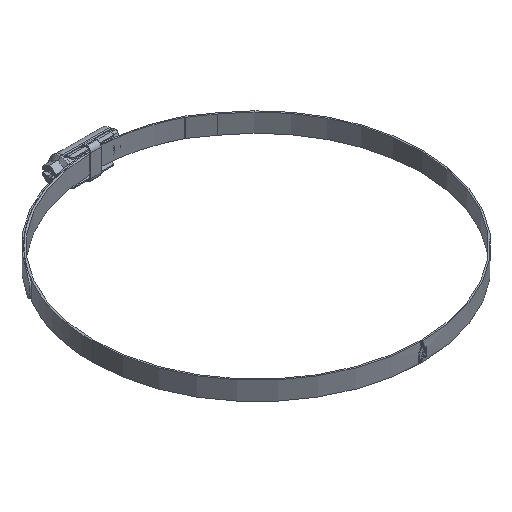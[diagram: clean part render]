
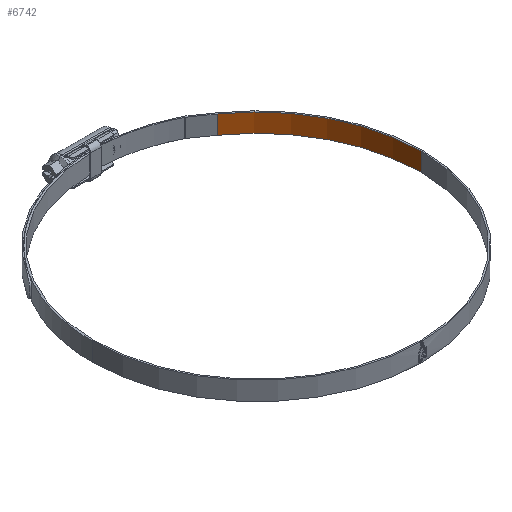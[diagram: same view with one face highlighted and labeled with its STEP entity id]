
A CAD part, isometric view. The second image highlights one B-rep face of the part: STEP entity #6742.
In plain terms, the highlighted cylindrical face has radius 80 mm (diameter 160 mm), a partial arc.
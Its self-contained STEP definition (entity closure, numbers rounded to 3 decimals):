
#163 = EDGE_CURVE ( 'NONE', #4034, #3131, #7628, .T. ) ;
#697 = LINE ( 'NONE', #4436, #1372 ) ;
#1372 = VECTOR ( 'NONE', #7178, 1000. ) ;
#1488 = ORIENTED_EDGE ( 'NONE', *, *, #4838, .F. ) ;
#1495 = VERTEX_POINT ( 'NONE', #8392 ) ;
#1544 = CARTESIAN_POINT ( 'NONE',  ( 80., 0., 4.5 ) ) ;
#1973 = ORIENTED_EDGE ( 'NONE', *, *, #163, .F. ) ;
#2405 = CARTESIAN_POINT ( 'NONE',  ( 0., 0., 4.5 ) ) ;
#3131 = VERTEX_POINT ( 'NONE', #6413 ) ;
#3906 = FACE_OUTER_BOUND ( 'NONE', #7094, .T. ) ;
#4034 = VERTEX_POINT ( 'NONE', #4946 ) ;
#4309 = EDGE_CURVE ( 'NONE', #1495, #5712, #5407, .T. ) ;
#4428 = DIRECTION ( 'NONE',  ( 0., 0., -1. ) ) ;
#4436 = CARTESIAN_POINT ( 'NONE',  ( 45.886, 65.532, 4.5 ) ) ;
#4675 = CYLINDRICAL_SURFACE ( 'NONE', #7993, 80. ) ;
#4838 = EDGE_CURVE ( 'NONE', #1495, #4034, #5864, .T. ) ;
#4933 = DIRECTION ( 'NONE',  ( 0., 0., 1. ) ) ;
#4946 = CARTESIAN_POINT ( 'NONE',  ( 80., 0., -4.5 ) ) ;
#5057 = CARTESIAN_POINT ( 'NONE',  ( 45.886, 65.532, 4.5 ) ) ;
#5294 = DIRECTION ( 'NONE',  ( -1., 0., 0. ) ) ;
#5407 = CIRCLE ( 'NONE', #8559, 80. ) ;
#5463 = ORIENTED_EDGE ( 'NONE', *, *, #4309, .T. ) ;
#5499 = CARTESIAN_POINT ( 'NONE',  ( 0., 0., 4.5 ) ) ;
#5712 = VERTEX_POINT ( 'NONE', #5057 ) ;
#5864 = LINE ( 'NONE', #1544, #9022 ) ;
#6413 = CARTESIAN_POINT ( 'NONE',  ( 45.886, 65.532, -4.5 ) ) ;
#6742 = ADVANCED_FACE ( 'NONE', ( #3906 ), #4675, .F. ) ;
#6809 = DIRECTION ( 'NONE',  ( 0., 0., 1. ) ) ;
#7094 = EDGE_LOOP ( 'NONE', ( #1488, #5463, #7529, #1973 ) ) ;
#7178 = DIRECTION ( 'NONE',  ( 0., 0., -1. ) ) ;
#7333 = AXIS2_PLACEMENT_3D ( 'NONE', #8889, #6809, #7374 ) ;
#7374 = DIRECTION ( 'NONE',  ( 1., 0., 0. ) ) ;
#7529 = ORIENTED_EDGE ( 'NONE', *, *, #9159, .T. ) ;
#7628 = CIRCLE ( 'NONE', #7333, 80. ) ;
#7855 = DIRECTION ( 'NONE',  ( 1., 0., 0. ) ) ;
#7993 = AXIS2_PLACEMENT_3D ( 'NONE', #2405, #8309, #5294 ) ;
#8309 = DIRECTION ( 'NONE',  ( 0., 0., -1. ) ) ;
#8392 = CARTESIAN_POINT ( 'NONE',  ( 80., 0., 4.5 ) ) ;
#8559 = AXIS2_PLACEMENT_3D ( 'NONE', #5499, #4933, #7855 ) ;
#8889 = CARTESIAN_POINT ( 'NONE',  ( 0., 0., -4.5 ) ) ;
#9022 = VECTOR ( 'NONE', #4428, 1000. ) ;
#9159 = EDGE_CURVE ( 'NONE', #5712, #3131, #697, .T. ) ;
